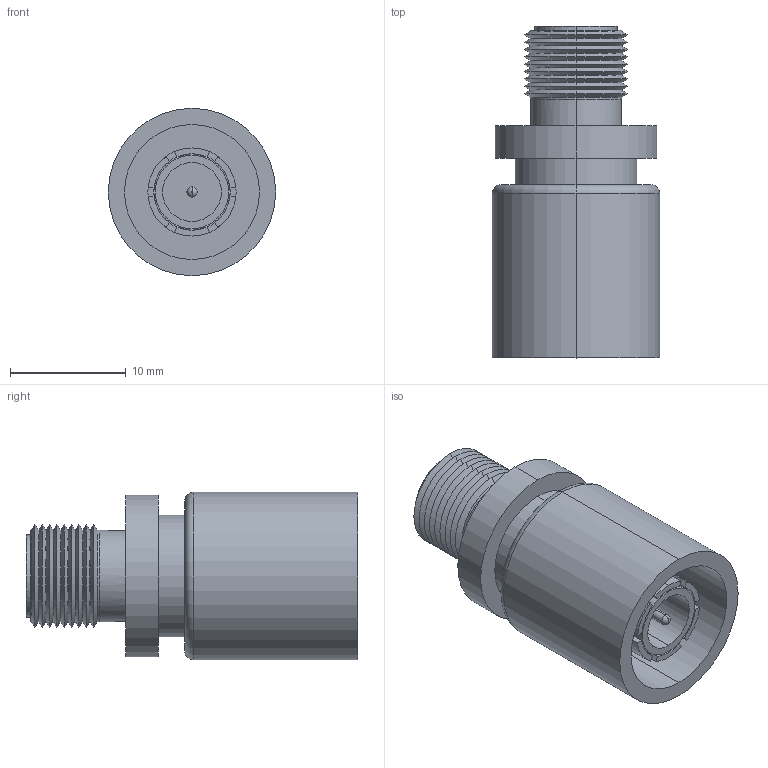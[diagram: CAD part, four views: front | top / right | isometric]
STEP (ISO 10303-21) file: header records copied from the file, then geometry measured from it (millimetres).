
FILE_DESCRIPTION (( 'STEP AP214' ), '1' );
FILE_NAME ('FMAD10080_3D.step', '2025-02-24T20:25:01', ( '' ), ( '' ), 'SwSTEP 2.0', 'SolidWorks 2022', '' );
FILE_SCHEMA (( 'AUTOMOTIVE_DESIGN' ));
Length unit declared in the file: inch
Products named in the file (1): FMAD10080_3D
Bounding box: 14.48 x 28.7 x 14.48 mm (x, y, z)
Volume: 2672 mm3; surface area: 2669.8 mm2
Topology: 1 solids, 1 shells, 123 faces, 270 edges, 160 vertices
Faces by surface type: cylinder 46, plane 37, cone 36, torus 4
Entity records: 3926 total; most frequent: DIRECTION 654, CARTESIAN_POINT 588, ORIENTED_EDGE 540, EDGE_CURVE 270, AXIS2_PLACEMENT_3D 262, VERTEX_POINT 160, CIRCLE 138, EDGE_LOOP 134
